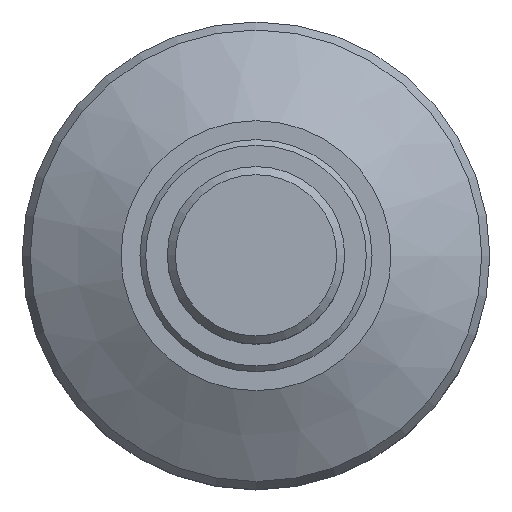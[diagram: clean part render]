
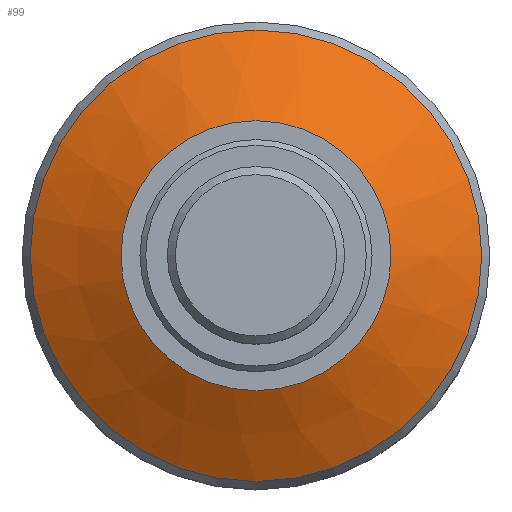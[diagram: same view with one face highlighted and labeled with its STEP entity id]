
A CAD part, top view. The second image highlights one B-rep face of the part: STEP entity #99.
In plain terms, the highlighted conical face has half-angle 59.967 degrees and reference radius 14 mm.
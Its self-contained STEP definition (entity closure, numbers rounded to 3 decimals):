
#60=CONICAL_SURFACE('',#280,14.,59.967);
#70=FACE_BOUND('',#131,.T.);
#71=FACE_BOUND('',#132,.T.);
#99=ADVANCED_FACE('',(#70,#71),#60,.T.);
#131=EDGE_LOOP('',(#165));
#132=EDGE_LOOP('',(#166));
#165=ORIENTED_EDGE('',*,*,#214,.F.);
#166=ORIENTED_EDGE('',*,*,#213,.T.);
#196=VERTEX_POINT('',#400);
#197=VERTEX_POINT('',#403);
#213=EDGE_CURVE('',#196,#196,#230,.T.);
#214=EDGE_CURVE('',#197,#197,#231,.T.);
#230=CIRCLE('',#277,14.);
#231=CIRCLE('',#279,8.371);
#277=AXIS2_PLACEMENT_3D('',#399,#325,#326);
#279=AXIS2_PLACEMENT_3D('',#402,#329,#330);
#280=AXIS2_PLACEMENT_3D('',#404,#331,#332);
#325=DIRECTION('',(0.,0.,1.));
#326=DIRECTION('',(1.,0.,0.));
#329=DIRECTION('',(0.,0.,1.));
#330=DIRECTION('',(1.,0.,0.));
#331=DIRECTION('',(0.,0.,-1.));
#332=DIRECTION('',(1.,0.,0.));
#399=CARTESIAN_POINT('',(0.,0.,-4.587));
#400=CARTESIAN_POINT('',(14.,0.,-4.587));
#402=CARTESIAN_POINT('',(0.,0.,-1.333));
#403=CARTESIAN_POINT('',(8.371,0.,-1.333));
#404=CARTESIAN_POINT('',(0.,0.,-4.587));
